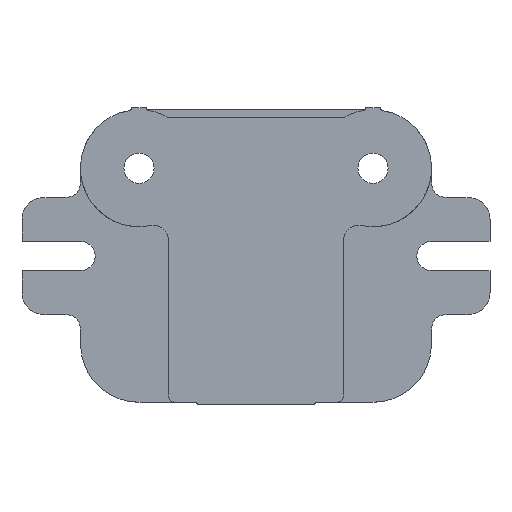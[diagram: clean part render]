
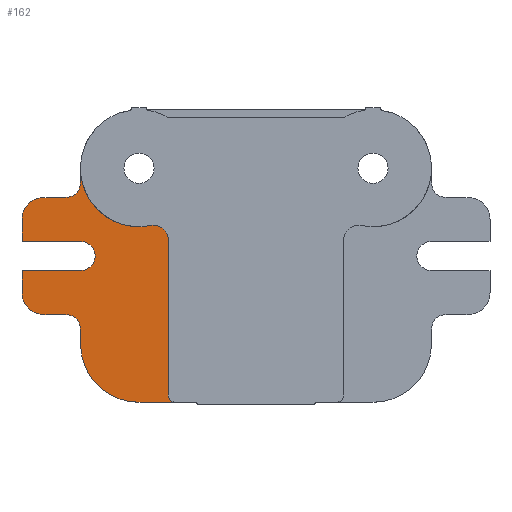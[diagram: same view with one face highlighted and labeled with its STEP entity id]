
A CAD part, top view. The second image highlights one B-rep face of the part: STEP entity #162.
In plain terms, the highlighted planar face has unit normal (0, 0, 1).
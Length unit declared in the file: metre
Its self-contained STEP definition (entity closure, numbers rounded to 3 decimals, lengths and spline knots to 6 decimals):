
#162 = ADVANCED_FACE( '', ( #336 ), #337, .T. );
#336 = FACE_OUTER_BOUND( '', #523, .T. );
#337 = PLANE( '', #524 );
#523 = EDGE_LOOP( '', ( #928, #929, #930, #931, #932, #933, #934, #935, #936, #937, #938, #939, #940, #941, #942, #943, #944, #945, #946 ) );
#524 = AXIS2_PLACEMENT_3D( '', #947, #948, #949 );
#928 = ORIENTED_EDGE( '', *, *, #1314, .F. );
#929 = ORIENTED_EDGE( '', *, *, #1234, .F. );
#930 = ORIENTED_EDGE( '', *, *, #1271, .T. );
#931 = ORIENTED_EDGE( '', *, *, #1231, .F. );
#932 = ORIENTED_EDGE( '', *, *, #1267, .T. );
#933 = ORIENTED_EDGE( '', *, *, #1323, .F. );
#934 = ORIENTED_EDGE( '', *, *, #1303, .T. );
#935 = ORIENTED_EDGE( '', *, *, #1324, .T. );
#936 = ORIENTED_EDGE( '', *, *, #1213, .T. );
#937 = ORIENTED_EDGE( '', *, *, #1292, .T. );
#938 = ORIENTED_EDGE( '', *, *, #1262, .T. );
#939 = ORIENTED_EDGE( '', *, *, #1166, .F. );
#940 = ORIENTED_EDGE( '', *, *, #1325, .F. );
#941 = ORIENTED_EDGE( '', *, *, #1185, .F. );
#942 = ORIENTED_EDGE( '', *, *, #1259, .F. );
#943 = ORIENTED_EDGE( '', *, *, #1149, .T. );
#944 = ORIENTED_EDGE( '', *, *, #1326, .F. );
#945 = ORIENTED_EDGE( '', *, *, #1327, .F. );
#946 = ORIENTED_EDGE( '', *, *, #1328, .T. );
#947 = CARTESIAN_POINT( '', ( 0., 0., 0.022225 ) );
#948 = DIRECTION( '', ( 0., 0., 1. ) );
#949 = DIRECTION( '', ( 1., 0., 0. ) );
#1149 = EDGE_CURVE( '', #1376, #1374, #1377, .T. );
#1166 = EDGE_CURVE( '', #1405, #1407, #1408, .T. );
#1185 = EDGE_CURVE( '', #1438, #1440, #1441, .T. );
#1213 = EDGE_CURVE( '', #1491, #1489, #1492, .T. );
#1231 = EDGE_CURVE( '', #1517, #1519, #1520, .T. );
#1234 = EDGE_CURVE( '', #1523, #1524, #1525, .T. );
#1259 = EDGE_CURVE( '', #1376, #1438, #1560, .T. );
#1262 = EDGE_CURVE( '', #1564, #1407, #1565, .T. );
#1267 = EDGE_CURVE( '', #1517, #1570, #1572, .T. );
#1271 = EDGE_CURVE( '', #1523, #1519, #1576, .T. );
#1292 = EDGE_CURVE( '', #1489, #1564, #1606, .T. );
#1303 = EDGE_CURVE( '', #1622, #1620, #1623, .T. );
#1314 = EDGE_CURVE( '', #1524, #1636, #1637, .T. );
#1323 = EDGE_CURVE( '', #1622, #1570, #1649, .T. );
#1324 = EDGE_CURVE( '', #1620, #1491, #1650, .T. );
#1325 = EDGE_CURVE( '', #1440, #1405, #1651, .T. );
#1326 = EDGE_CURVE( '', #1652, #1374, #1653, .T. );
#1327 = EDGE_CURVE( '', #1654, #1652, #1655, .T. );
#1328 = EDGE_CURVE( '', #1654, #1636, #1656, .T. );
#1374 = VERTEX_POINT( '', #1710 );
#1376 = VERTEX_POINT( '', #1713 );
#1377 = CIRCLE( '', #1714, 0.0127 );
#1405 = VERTEX_POINT( '', #1749 );
#1407 = VERTEX_POINT( '', #1752 );
#1408 = LINE( '', #1753, #1754 );
#1438 = VERTEX_POINT( '', #1794 );
#1440 = VERTEX_POINT( '', #1797 );
#1441 = CIRCLE( '', #1798, 0.01905 );
#1489 = VERTEX_POINT( '', #1859 );
#1491 = VERTEX_POINT( '', #1862 );
#1492 = LINE( '', #1863, #1864 );
#1517 = VERTEX_POINT( '', #1897 );
#1519 = VERTEX_POINT( '', #1900 );
#1520 = CIRCLE( '', #1901, 0.0508 );
#1523 = VERTEX_POINT( '', #1905 );
#1524 = VERTEX_POINT( '', #1906 );
#1525 = LINE( '', #1907, #1908 );
#1560 = LINE( '', #1957, #1958 );
#1564 = VERTEX_POINT( '', #1962 );
#1565 = CIRCLE( '', #1963, 0.0127 );
#1570 = VERTEX_POINT( '', #1970 );
#1572 = LINE( '', #1973, #1974 );
#1576 = CIRCLE( '', #1978, 0.0127 );
#1606 = LINE( '', #2017, #2018 );
#1620 = VERTEX_POINT( '', #2035 );
#1622 = VERTEX_POINT( '', #2038 );
#1623 = LINE( '', #2039, #2040 );
#1636 = VERTEX_POINT( '', #2057 );
#1637 = CIRCLE( '', #2058, 0.00635 );
#1649 = CIRCLE( '', #2073, 0.0127 );
#1650 = CIRCLE( '', #2074, 0.01905 );
#1651 = LINE( '', #2075, #2076 );
#1652 = VERTEX_POINT( '', #2077 );
#1653 = LINE( '', #2078, #2079 );
#1654 = VERTEX_POINT( '', #2080 );
#1655 = CIRCLE( '', #2081, 0.0508 );
#1656 = LINE( '', #2082, #2083 );
#1710 = CARTESIAN_POINT( '', ( -0.1524, -0.0635, 0.022225 ) );
#1713 = CARTESIAN_POINT( '', ( -0.1651, -0.0508, 0.022225 ) );
#1714 = AXIS2_PLACEMENT_3D( '', #2152, #2153, #2154 );
#1749 = CARTESIAN_POINT( '', ( -0.2032, -0.0127, 0.022225 ) );
#1752 = CARTESIAN_POINT( '', ( -0.1524, -0.0127, 0.022225 ) );
#1753 = CARTESIAN_POINT( '', ( -0.092932, -0.0127, 0.022225 ) );
#1754 = VECTOR( '', #2178, 1. );
#1794 = CARTESIAN_POINT( '', ( -0.18415, -0.0508, 0.022225 ) );
#1797 = CARTESIAN_POINT( '', ( -0.2032, -0.03175, 0.022225 ) );
#1798 = AXIS2_PLACEMENT_3D( '', #2199, #2200, #2201 );
#1859 = CARTESIAN_POINT( '', ( -0.2032, 0.0127, 0.022225 ) );
#1862 = CARTESIAN_POINT( '', ( -0.2032, 0.03175, 0.022225 ) );
#1863 = CARTESIAN_POINT( '', ( -0.2032, 0.008202, 0.022225 ) );
#1864 = VECTOR( '', #2246, 1. );
#1897 = CARTESIAN_POINT( '', ( -0.1524, 0.0762, 0.022225 ) );
#1900 = CARTESIAN_POINT( '', ( -0.09144, 0.026426, 0.022225 ) );
#1901 = AXIS2_PLACEMENT_3D( '', #2268, #2269, #2270 );
#1905 = CARTESIAN_POINT( '', ( -0.0762, 0.013983, 0.022225 ) );
#1906 = CARTESIAN_POINT( '', ( -0.0762, -0.12065, 0.022225 ) );
#1907 = CARTESIAN_POINT( '', ( -0.0762, -0.044112, 0.022225 ) );
#1908 = VECTOR( '', #2272, 1. );
#1957 = CARTESIAN_POINT( '', ( -0.060653, -0.0508, 0.022225 ) );
#1958 = VECTOR( '', #2299, 1. );
#1962 = CARTESIAN_POINT( '', ( -0.1524, 0.0127, 0.022225 ) );
#1963 = AXIS2_PLACEMENT_3D( '', #2303, #2304, #2305 );
#1970 = CARTESIAN_POINT( '', ( -0.1524, 0.0635, 0.022225 ) );
#1973 = CARTESIAN_POINT( '', ( -0.1524, 0., 0.022225 ) );
#1974 = VECTOR( '', #2309, 1. );
#1978 = AXIS2_PLACEMENT_3D( '', #2313, #2314, #2315 );
#2017 = CARTESIAN_POINT( '', ( -0.095301, 0.0127, 0.022225 ) );
#2018 = VECTOR( '', #2343, 1. );
#2035 = CARTESIAN_POINT( '', ( -0.18415, 0.0508, 0.022225 ) );
#2038 = CARTESIAN_POINT( '', ( -0.1651, 0.0508, 0.022225 ) );
#2039 = CARTESIAN_POINT( '', ( -0.060653, 0.0508, 0.022225 ) );
#2040 = VECTOR( '', #2354, 1. );
#2057 = CARTESIAN_POINT( '', ( -0.06985, -0.127, 0.022225 ) );
#2058 = AXIS2_PLACEMENT_3D( '', #2365, #2366, #2367 );
#2073 = AXIS2_PLACEMENT_3D( '', #2380, #2381, #2382 );
#2074 = AXIS2_PLACEMENT_3D( '', #2383, #2384, #2385 );
#2075 = CARTESIAN_POINT( '', ( -0.2032, 0.001369, 0.022225 ) );
#2076 = VECTOR( '', #2386, 1. );
#2077 = CARTESIAN_POINT( '', ( -0.1524, -0.0762, 0.022225 ) );
#2078 = CARTESIAN_POINT( '', ( -0.1524, 0., 0.022225 ) );
#2079 = VECTOR( '', #2387, 1. );
#2080 = CARTESIAN_POINT( '', ( -0.1016, -0.127, 0.022225 ) );
#2081 = AXIS2_PLACEMENT_3D( '', #2388, #2389, #2390 );
#2082 = CARTESIAN_POINT( '', ( 0., -0.127, 0.022225 ) );
#2083 = VECTOR( '', #2391, 1. );
#2152 = CARTESIAN_POINT( '', ( -0.1651, -0.0635, 0.022225 ) );
#2153 = DIRECTION( '', ( 0., 0., -1. ) );
#2154 = DIRECTION( '', ( 0., 1., 0. ) );
#2178 = DIRECTION( '', ( 1., 0., 0. ) );
#2199 = CARTESIAN_POINT( '', ( -0.18415, -0.03175, 0.022225 ) );
#2200 = DIRECTION( '', ( 0., 0., -1. ) );
#2201 = DIRECTION( '', ( 0., -1., 0. ) );
#2246 = DIRECTION( '', ( 0., -1., 0. ) );
#2268 = CARTESIAN_POINT( '', ( -0.1016, 0.0762, 0.022225 ) );
#2269 = DIRECTION( '', ( 0., 0., 1. ) );
#2270 = DIRECTION( '', ( 0.484, 0.875, 0. ) );
#2272 = DIRECTION( '', ( 0., -1., 0. ) );
#2299 = DIRECTION( '', ( -1., 0., 0. ) );
#2303 = CARTESIAN_POINT( '', ( -0.1524, 0., 0.022225 ) );
#2304 = DIRECTION( '', ( 0., 0., -1. ) );
#2305 = DIRECTION( '', ( 0., 1., 0. ) );
#2309 = DIRECTION( '', ( 0., -1., 0. ) );
#2313 = CARTESIAN_POINT( '', ( -0.0889, 0.013983, 0.022225 ) );
#2314 = DIRECTION( '', ( 0., 0., 1. ) );
#2315 = DIRECTION( '', ( 1., 0., 0. ) );
#2343 = DIRECTION( '', ( 1., 0., 0. ) );
#2354 = DIRECTION( '', ( -1., 0., 0. ) );
#2365 = CARTESIAN_POINT( '', ( -0.06985, -0.12065, 0.022225 ) );
#2366 = DIRECTION( '', ( 0., 0., 1. ) );
#2367 = DIRECTION( '', ( -1., 0., 0. ) );
#2380 = CARTESIAN_POINT( '', ( -0.1651, 0.0635, 0.022225 ) );
#2381 = DIRECTION( '', ( 0., 0., 1. ) );
#2382 = DIRECTION( '', ( 0., -1., 0. ) );
#2383 = CARTESIAN_POINT( '', ( -0.18415, 0.03175, 0.022225 ) );
#2384 = DIRECTION( '', ( 0., 0., 1. ) );
#2385 = DIRECTION( '', ( 0., 1., 0. ) );
#2386 = DIRECTION( '', ( 0., 1., 0. ) );
#2387 = DIRECTION( '', ( 0., 1., 0. ) );
#2388 = CARTESIAN_POINT( '', ( -0.1016, -0.0762, 0.022225 ) );
#2389 = DIRECTION( '', ( 0., 0., -1. ) );
#2390 = DIRECTION( '', ( 0., -1., 0. ) );
#2391 = DIRECTION( '', ( 1., 0., 0. ) );
